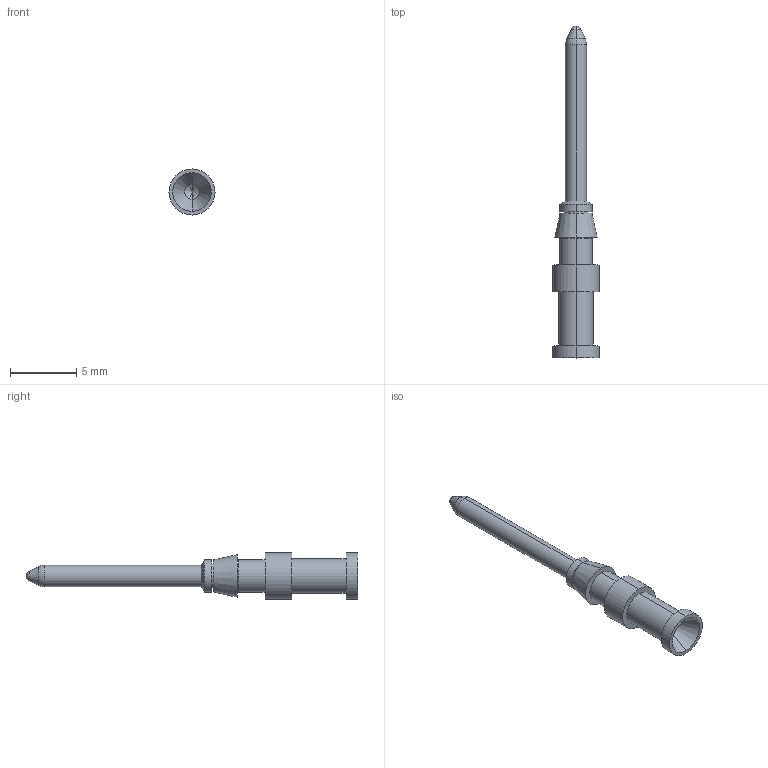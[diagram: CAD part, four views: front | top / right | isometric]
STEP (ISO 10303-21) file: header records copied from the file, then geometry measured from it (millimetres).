
FILE_DESCRIPTION(('OneSpaceDesigner STEP Export'),'2;1');
FILE_NAME('CDMA_0.5.stp','2008-07-07T 9:44:36',(''),(''),'OneSpace Designer STEP processor for AP214 (Solid Model)','OneSpace Modeling 15.50B 03-Nov-2007 (C) CoCreate Software GmbH','');
FILE_SCHEMA(('AUTOMOTIVE_DESIGN { 1 0 10303 214 1 1 1 1 }'));
Length unit declared in the file: millimetre
Products named in the file (1): CDMA_0.5
Bounding box: 3.47 x 25 x 3.47 mm (x, y, z)
Volume: 87.2 mm3; surface area: 235.1 mm2
Topology: 1 solids, 1 shells, 40 faces, 89 edges, 53 vertices
Faces by surface type: cylinder 16, cone 10, plane 10, sphere 2, torus 2
Entity records: 932 total; most frequent: ORIENTED_EDGE 170, CARTESIAN_POINT 162, DIRECTION 135, EDGE_CURVE 85, VERTEX_POINT 53, AXIS2_PLACEMENT_3D 52, EDGE_LOOP 46, FACE_OUTER_BOUND 40
